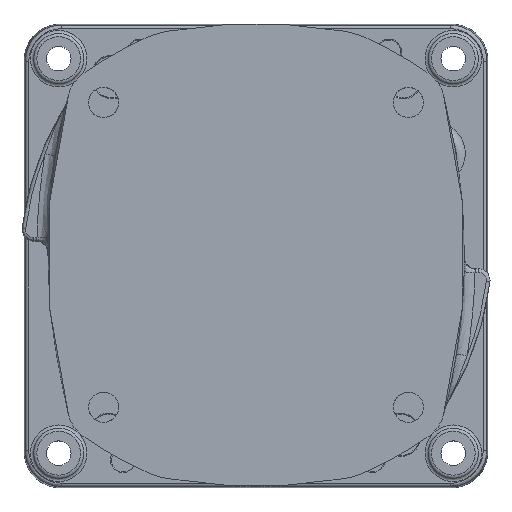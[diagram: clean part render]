
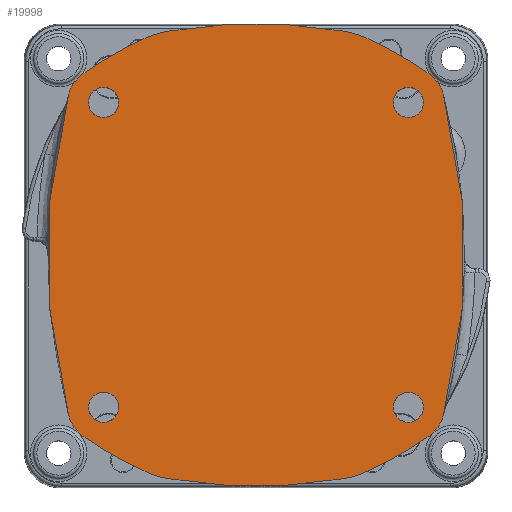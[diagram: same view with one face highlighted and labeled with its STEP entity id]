
A CAD part, top view. The second image highlights one B-rep face of the part: STEP entity #19998.
In plain terms, the highlighted planar face has unit normal (0, 0, 1).
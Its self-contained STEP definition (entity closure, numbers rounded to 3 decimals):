
#2325=FACE_BOUND('',#3817,.T.);
#2326=FACE_BOUND('',#3818,.T.);
#2327=FACE_BOUND('',#3819,.T.);
#2328=FACE_BOUND('',#3820,.T.);
#2455=FACE_OUTER_BOUND('',#3816,.T.);
#3816=EDGE_LOOP('',(#13371,#13372,#13373,#13374,#13375,#13376,#13377,#13378,
#13379,#13380,#13381,#13382,#13383,#13384,#13385,#13386));
#3817=EDGE_LOOP('',(#13387));
#3818=EDGE_LOOP('',(#13388));
#3819=EDGE_LOOP('',(#13389));
#3820=EDGE_LOOP('',(#13390));
#5316=CIRCLE('',#21498,340.986);
#5317=CIRCLE('',#21499,19.993);
#5318=CIRCLE('',#21500,209.986);
#5319=CIRCLE('',#21501,49.969);
#5320=CIRCLE('',#21502,284.986);
#5321=CIRCLE('',#21503,49.969);
#5322=CIRCLE('',#21504,209.986);
#5323=CIRCLE('',#21505,19.993);
#5324=CIRCLE('',#21506,340.986);
#5325=CIRCLE('',#21507,19.993);
#5326=CIRCLE('',#21508,209.986);
#5327=CIRCLE('',#21509,49.969);
#5328=CIRCLE('',#21510,284.986);
#5329=CIRCLE('',#21511,49.969);
#5330=CIRCLE('',#21512,209.986);
#5331=CIRCLE('',#21513,19.993);
#5332=CIRCLE('',#21514,8.25);
#5333=CIRCLE('',#21515,8.25);
#5334=CIRCLE('',#21516,8.25);
#5335=CIRCLE('',#21517,8.25);
#8093=VERTEX_POINT('',#29000);
#8094=VERTEX_POINT('',#29001);
#8095=VERTEX_POINT('',#29003);
#8096=VERTEX_POINT('',#29005);
#8097=VERTEX_POINT('',#29007);
#8098=VERTEX_POINT('',#29009);
#8099=VERTEX_POINT('',#29011);
#8100=VERTEX_POINT('',#29013);
#8101=VERTEX_POINT('',#29015);
#8102=VERTEX_POINT('',#29017);
#8103=VERTEX_POINT('',#29019);
#8104=VERTEX_POINT('',#29021);
#8105=VERTEX_POINT('',#29023);
#8106=VERTEX_POINT('',#29025);
#8107=VERTEX_POINT('',#29027);
#8108=VERTEX_POINT('',#29029);
#8109=VERTEX_POINT('',#29032);
#8110=VERTEX_POINT('',#29034);
#8111=VERTEX_POINT('',#29036);
#8112=VERTEX_POINT('',#29038);
#10112=EDGE_CURVE('',#8093,#8094,#5316,.T.);
#10113=EDGE_CURVE('',#8095,#8093,#5317,.T.);
#10114=EDGE_CURVE('',#8096,#8095,#5318,.T.);
#10115=EDGE_CURVE('',#8097,#8096,#5319,.T.);
#10116=EDGE_CURVE('',#8098,#8097,#5320,.T.);
#10117=EDGE_CURVE('',#8099,#8098,#5321,.T.);
#10118=EDGE_CURVE('',#8100,#8099,#5322,.T.);
#10119=EDGE_CURVE('',#8101,#8100,#5323,.T.);
#10120=EDGE_CURVE('',#8102,#8101,#5324,.T.);
#10121=EDGE_CURVE('',#8103,#8102,#5325,.T.);
#10122=EDGE_CURVE('',#8104,#8103,#5326,.T.);
#10123=EDGE_CURVE('',#8105,#8104,#5327,.T.);
#10124=EDGE_CURVE('',#8106,#8105,#5328,.T.);
#10125=EDGE_CURVE('',#8107,#8106,#5329,.T.);
#10126=EDGE_CURVE('',#8108,#8107,#5330,.T.);
#10127=EDGE_CURVE('',#8094,#8108,#5331,.T.);
#10128=EDGE_CURVE('',#8109,#8109,#5332,.T.);
#10129=EDGE_CURVE('',#8110,#8110,#5333,.T.);
#10130=EDGE_CURVE('',#8111,#8111,#5334,.T.);
#10131=EDGE_CURVE('',#8112,#8112,#5335,.T.);
#13371=ORIENTED_EDGE('',*,*,#10112,.F.);
#13372=ORIENTED_EDGE('',*,*,#10113,.F.);
#13373=ORIENTED_EDGE('',*,*,#10114,.F.);
#13374=ORIENTED_EDGE('',*,*,#10115,.F.);
#13375=ORIENTED_EDGE('',*,*,#10116,.F.);
#13376=ORIENTED_EDGE('',*,*,#10117,.F.);
#13377=ORIENTED_EDGE('',*,*,#10118,.F.);
#13378=ORIENTED_EDGE('',*,*,#10119,.F.);
#13379=ORIENTED_EDGE('',*,*,#10120,.F.);
#13380=ORIENTED_EDGE('',*,*,#10121,.F.);
#13381=ORIENTED_EDGE('',*,*,#10122,.F.);
#13382=ORIENTED_EDGE('',*,*,#10123,.F.);
#13383=ORIENTED_EDGE('',*,*,#10124,.F.);
#13384=ORIENTED_EDGE('',*,*,#10125,.F.);
#13385=ORIENTED_EDGE('',*,*,#10126,.F.);
#13386=ORIENTED_EDGE('',*,*,#10127,.F.);
#13387=ORIENTED_EDGE('',*,*,#10128,.T.);
#13388=ORIENTED_EDGE('',*,*,#10129,.T.);
#13389=ORIENTED_EDGE('',*,*,#10130,.T.);
#13390=ORIENTED_EDGE('',*,*,#10131,.T.);
#19821=PLANE('',#21497);
#19998=ADVANCED_FACE('',(#2455,#2325,#2326,#2327,#2328),#19821,.F.);
#21497=AXIS2_PLACEMENT_3D('',#28999,#23840,#23841);
#21498=AXIS2_PLACEMENT_3D('',#29002,#23842,#23843);
#21499=AXIS2_PLACEMENT_3D('',#29004,#23844,#23845);
#21500=AXIS2_PLACEMENT_3D('',#29006,#23846,#23847);
#21501=AXIS2_PLACEMENT_3D('',#29008,#23848,#23849);
#21502=AXIS2_PLACEMENT_3D('',#29010,#23850,#23851);
#21503=AXIS2_PLACEMENT_3D('',#29012,#23852,#23853);
#21504=AXIS2_PLACEMENT_3D('',#29014,#23854,#23855);
#21505=AXIS2_PLACEMENT_3D('',#29016,#23856,#23857);
#21506=AXIS2_PLACEMENT_3D('',#29018,#23858,#23859);
#21507=AXIS2_PLACEMENT_3D('',#29020,#23860,#23861);
#21508=AXIS2_PLACEMENT_3D('',#29022,#23862,#23863);
#21509=AXIS2_PLACEMENT_3D('',#29024,#23864,#23865);
#21510=AXIS2_PLACEMENT_3D('',#29026,#23866,#23867);
#21511=AXIS2_PLACEMENT_3D('',#29028,#23868,#23869);
#21512=AXIS2_PLACEMENT_3D('',#29030,#23870,#23871);
#21513=AXIS2_PLACEMENT_3D('',#29031,#23872,#23873);
#21514=AXIS2_PLACEMENT_3D('',#29033,#23874,#23875);
#21515=AXIS2_PLACEMENT_3D('',#29035,#23876,#23877);
#21516=AXIS2_PLACEMENT_3D('',#29037,#23878,#23879);
#21517=AXIS2_PLACEMENT_3D('',#29039,#23880,#23881);
#23840=DIRECTION('center_axis',(0.,0.,
-1.));
#23841=DIRECTION('ref_axis',(-1.,0.,0.));
#23842=DIRECTION('center_axis',(0.,0.,
-1.));
#23843=DIRECTION('ref_axis',(0.96,-0.279,0.));
#23844=DIRECTION('center_axis',(0.,0.,
-1.));
#23845=DIRECTION('ref_axis',(-0.966,-0.258,0.));
#23846=DIRECTION('center_axis',(0.,0.,
-1.));
#23847=DIRECTION('ref_axis',(0.409,0.913,0.));
#23848=DIRECTION('center_axis',(0.,0.,-1.));
#23849=DIRECTION('ref_axis',(-0.409,-0.913,0.));
#23850=DIRECTION('center_axis',(0.,0.,
-1.));
#23851=DIRECTION('ref_axis',(-0.169,0.986,0.));
#23852=DIRECTION('center_axis',(0.,0.,-1.));
#23853=DIRECTION('ref_axis',(0.169,-0.986,0.));
#23854=DIRECTION('center_axis',(0.,0.,
-1.));
#23855=DIRECTION('ref_axis',(-0.573,0.82,0.));
#23856=DIRECTION('center_axis',(0.,0.,
-1.));
#23857=DIRECTION('ref_axis',(0.573,-0.82,0.));
#23858=DIRECTION('center_axis',(0.,0.,
-1.));
#23859=DIRECTION('ref_axis',(-0.96,0.279,0.));
#23860=DIRECTION('center_axis',(0.,0.,
-1.));
#23861=DIRECTION('ref_axis',(0.966,0.258,0.));
#23862=DIRECTION('center_axis',(0.,0.,
-1.));
#23863=DIRECTION('ref_axis',(-0.573,-0.82,0.));
#23864=DIRECTION('center_axis',(0.,0.,-1.));
#23865=DIRECTION('ref_axis',(0.409,0.913,0.));
#23866=DIRECTION('center_axis',(0.,0.,
-1.));
#23867=DIRECTION('ref_axis',(-0.169,-0.986,0.));
#23868=DIRECTION('center_axis',(0.,0.,-1.));
#23869=DIRECTION('ref_axis',(-0.169,0.986,0.));
#23870=DIRECTION('center_axis',(0.,0.,
-1.));
#23871=DIRECTION('ref_axis',(0.409,-0.913,0.));
#23872=DIRECTION('center_axis',(0.,0.,
-1.));
#23873=DIRECTION('ref_axis',(-0.573,0.82,0.));
#23874=DIRECTION('center_axis',(0.,0.,
-1.));
#23875=DIRECTION('ref_axis',(1.,0.,0.));
#23876=DIRECTION('center_axis',(0.,0.,
-1.));
#23877=DIRECTION('ref_axis',(0.,1.,0.));
#23878=DIRECTION('center_axis',(0.,0.,
-1.));
#23879=DIRECTION('ref_axis',(-1.,0.,0.));
#23880=DIRECTION('center_axis',(0.,0.,
-1.));
#23881=DIRECTION('ref_axis',(0.,-1.,0.));
#28999=CARTESIAN_POINT('Origin',(-50.,106.88,-0.536));
#29000=CARTESIAN_POINT('',(-102.586,-88.072,-0.536));
#29001=CARTESIAN_POINT('',(-102.586,88.072,-0.536));
#29002=CARTESIAN_POINT('Origin',(226.83,0.,-0.536));
#29003=CARTESIAN_POINT('',(-94.727,-99.294,-0.536));
#29004=CARTESIAN_POINT('Origin',(-83.272,-82.908,-0.536));
#29005=CARTESIAN_POINT('',(-60.198,-118.857,-0.536));
#29006=CARTESIAN_POINT('Origin',(25.586,72.808,-0.536));
#29007=CARTESIAN_POINT('',(-48.243,-122.495,-0.536));
#29008=CARTESIAN_POINT('Origin',(-39.784,-73.248,-0.536));
#29009=CARTESIAN_POINT('',(48.243,-122.495,-0.536));
#29010=CARTESIAN_POINT('Origin',(0.,158.377,-0.536));
#29011=CARTESIAN_POINT('',(60.198,-118.857,-0.536));
#29012=CARTESIAN_POINT('Origin',(39.784,-73.248,-0.536));
#29013=CARTESIAN_POINT('',(94.727,-99.294,-0.536));
#29014=CARTESIAN_POINT('Origin',(-25.586,72.808,-0.536));
#29015=CARTESIAN_POINT('',(102.586,-88.072,-0.536));
#29016=CARTESIAN_POINT('Origin',(83.272,-82.908,-0.536));
#29017=CARTESIAN_POINT('',(102.586,88.072,-0.536));
#29018=CARTESIAN_POINT('Origin',(-226.83,0.,-0.536));
#29019=CARTESIAN_POINT('',(94.727,99.294,-0.536));
#29020=CARTESIAN_POINT('Origin',(83.272,82.908,-0.536));
#29021=CARTESIAN_POINT('',(60.198,118.857,-0.536));
#29022=CARTESIAN_POINT('Origin',(-25.586,-72.808,-0.536));
#29023=CARTESIAN_POINT('',(48.243,122.495,-0.536));
#29024=CARTESIAN_POINT('Origin',(39.784,73.248,-0.536));
#29025=CARTESIAN_POINT('',(-48.243,122.495,-0.536));
#29026=CARTESIAN_POINT('Origin',(0.,-158.377,-0.536));
#29027=CARTESIAN_POINT('',(-60.198,118.857,-0.536));
#29028=CARTESIAN_POINT('Origin',(-39.784,73.248,-0.536));
#29029=CARTESIAN_POINT('',(-94.727,99.294,-0.536));
#29030=CARTESIAN_POINT('Origin',(25.586,-72.808,-0.536));
#29031=CARTESIAN_POINT('Origin',(-83.272,82.908,-0.536));
#29032=CARTESIAN_POINT('',(-75.19,83.44,-0.536));
#29033=CARTESIAN_POINT('Origin',(-83.44,83.44,-0.536));
#29034=CARTESIAN_POINT('',(-83.44,-75.19,-0.536));
#29035=CARTESIAN_POINT('Origin',(-83.44,-83.44,-0.536));
#29036=CARTESIAN_POINT('',(75.19,-83.44,-0.536));
#29037=CARTESIAN_POINT('Origin',(83.44,-83.44,-0.536));
#29038=CARTESIAN_POINT('',(83.44,75.19,-0.536));
#29039=CARTESIAN_POINT('Origin',(83.44,83.44,-0.536));
